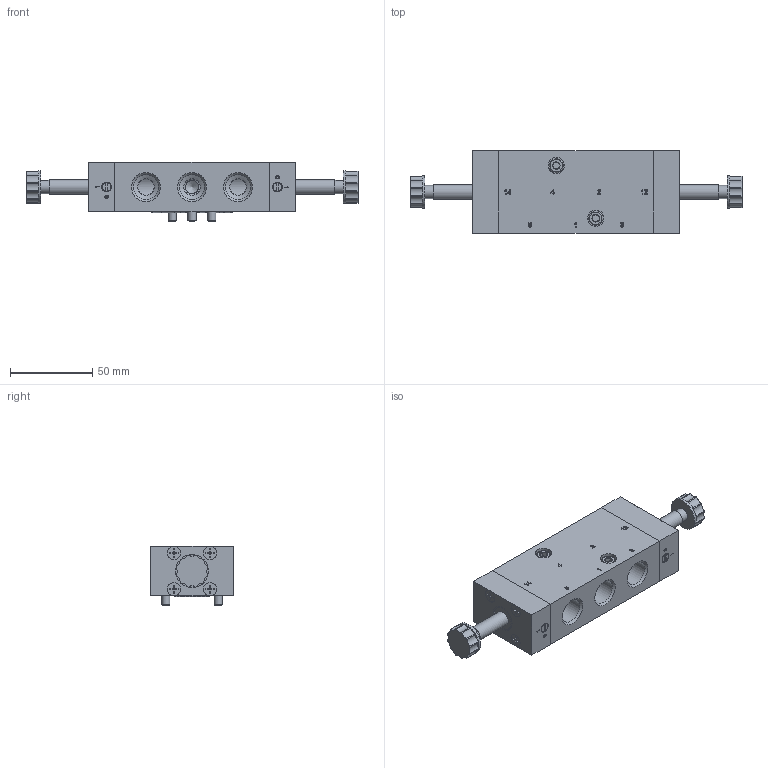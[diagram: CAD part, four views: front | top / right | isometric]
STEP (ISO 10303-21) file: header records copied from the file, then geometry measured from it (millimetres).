
FILE_DESCRIPTION(/* description */ ('Unknown'),/* implementation_level */ '2;1');
FILE_NAME(/* name */ 'MNH 520 101',/* time_stamp */ '2018-11-21T14:46:54+01:00',/* author */ ('Unknown'),/* organization */ ('Unknown'),/* preprocessor_version */ 'ST-DEVELOPER v16.7',/* originating_system */ 'DEX',/* authorisation */ $);
FILE_SCHEMA (('AUTOMOTIVE_DESIGN {1 0 10303 214 3 1 1}'));
Length unit declared in the file: millimetre
Products named in the file (2): MNH 520 101
Assembly tree (1 placements, depth 2):
  MNH 520 101
    MNH 520 101
Bounding box: 202 x 50 x 36 mm (x, y, z)
Volume: 164233.3 mm3; surface area: 45180.4 mm2
Topology: 8 solids, 8 shells, 494 faces, 1256 edges, 834 vertices
Faces by surface type: plane 298, cylinder 102, cone 44, bspline 44, torus 6
Full cylindrical faces by diameter (mm): 1.85 x2, 3.242 x16, 4.019 x2, 5 x5, 5.5 x3, 6 x2, 7.9 x8, 8 x3, 8.5 x2, 9 x2, 10 x7, 14.5 x2, 15.25 x6, 16 x2, 17 x1, 20 x2, 22 x2
Entity records: 18376 total; most frequent: CARTESIAN_POINT 3802, ORIENTED_EDGE 2174, DIRECTION 2132, EDGE_CURVE 1087, VERTEX_POINT 788, AXIS2_PLACEMENT_3D 717, LINE 698, VECTOR 698
